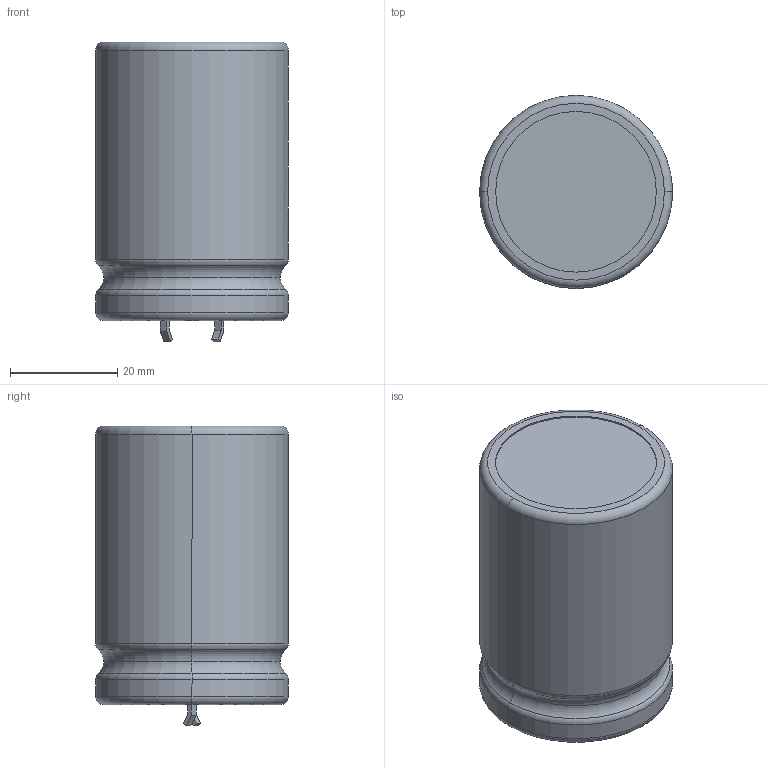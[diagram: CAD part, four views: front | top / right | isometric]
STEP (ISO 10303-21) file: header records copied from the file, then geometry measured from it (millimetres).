
FILE_DESCRIPTION((''),'2;1');
FILE_NAME('CAPPR1000-3600X5200.stp','2013-10-16T15:31:59',(''),(''),'Mechanical Desktop 2011','Mechanical Desktop 2011',', , ');
FILE_SCHEMA(('AUTOMOTIVE_DESIGN { 1 2 10303 214 1 1 1 1 }'));
Length unit declared in the file: millimetre
Products named in the file (1): Product
Bounding box: 36 x 36 x 56 mm (x, y, z)
Volume: 51858.2 mm3; surface area: 11072.9 mm2
Topology: 9 solids, 9 shells, 104 faces, 238 edges, 154 vertices
Faces by surface type: plane 48, cylinder 36, torus 12, bspline 8
Entity records: 3018 total; most frequent: DIRECTION 542, CARTESIAN_POINT 521, ORIENTED_EDGE 476, EDGE_CURVE 238, AXIS2_PLACEMENT_3D 207, VERTEX_POINT 154, VECTOR 128, LINE 128
